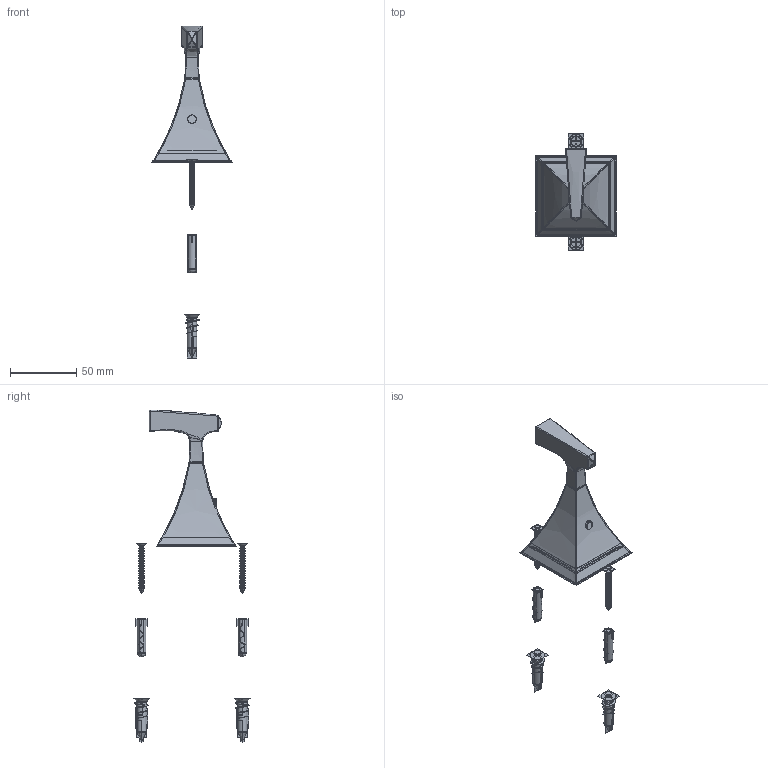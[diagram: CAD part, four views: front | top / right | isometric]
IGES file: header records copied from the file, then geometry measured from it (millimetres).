
Start section:  PTC IGES file: 4934t-24.igs
Global section: file name: 4934t-24.igs; native system: Creo Parametric by Parametric Technology Corporation; preprocessor: 2013150; author: rsmith; organization: Unknown; date: 20150105.095403; units: inch
Bounding box: 60.76 x 87.85 x 251.04 mm (x, y, z)
Surface area: 141872.2 mm2 (no closed solid volume)
Topology: 0 solids, 0 shells, 1597 faces, 16961 edges, 21335 vertices
Faces by surface type: revolution 816, bspline 760, extrusion 21
